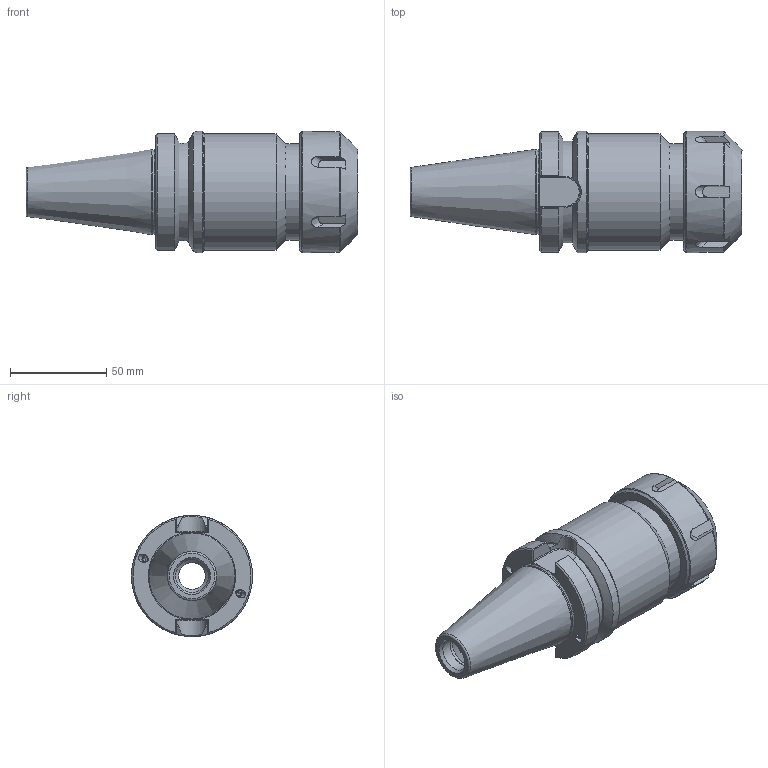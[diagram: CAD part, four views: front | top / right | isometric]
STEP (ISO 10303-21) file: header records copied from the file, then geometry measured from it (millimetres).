
FILE_DESCRIPTION((''),'2;1');
FILE_NAME('B40BC-40ERC422.iam.stp','2014-06-02T14:16:10',(''),(''),'Autodesk Inventor 2012','Autodesk Inventor 2012','');
FILE_SCHEMA(('AUTOMOTIVE_DESIGN { 1 0 10303 214 1 1 1 1 }'));
Length unit declared in the file: inch
Products named in the file (5): B40BC-40ERC422; B40BCB-40ER4-1; 029-965; 40ERCN
Assembly tree (5 placements, depth 3):
  B40BC-40ERC422
    B40BCB-40ER4-1
      B40BCB-40ER4-1
      029-965  x2
    40ERCN
Bounding box: 172.59 x 62.99 x 62.99 mm (x, y, z)
Volume: 237450.8 mm3; surface area: 55384.6 mm2
Topology: 4 solids, 4 shells, 167 faces, 396 edges, 252 vertices
Faces by surface type: plane 71, cylinder 41, cone 27, torus 18, bspline 8, sphere 2
Full cylindrical faces by diameter (mm): 3.3 x2, 4 x4, 4.1 x2, 4.2 x2, 13.843 x1, 17.013 x1, 17.623 x1, 26.848 x1, 30.988 x1, 33.338 x2, 36.513 x1, 38.1 x1, 41.148 x1, 43.942 x1, 48.666 x1, 50 x1, 50.292 x1, 60.325 x1, 62.979 x1, 62.992 x1
Entity records: 4702 total; most frequent: CARTESIAN_POINT 1359, DIRECTION 648, ORIENTED_EDGE 602, EDGE_CURVE 301, AXIS2_PLACEMENT_3D 272, EDGE_LOOP 224, VERTEX_POINT 221, FACE_OUTER_BOUND 151
